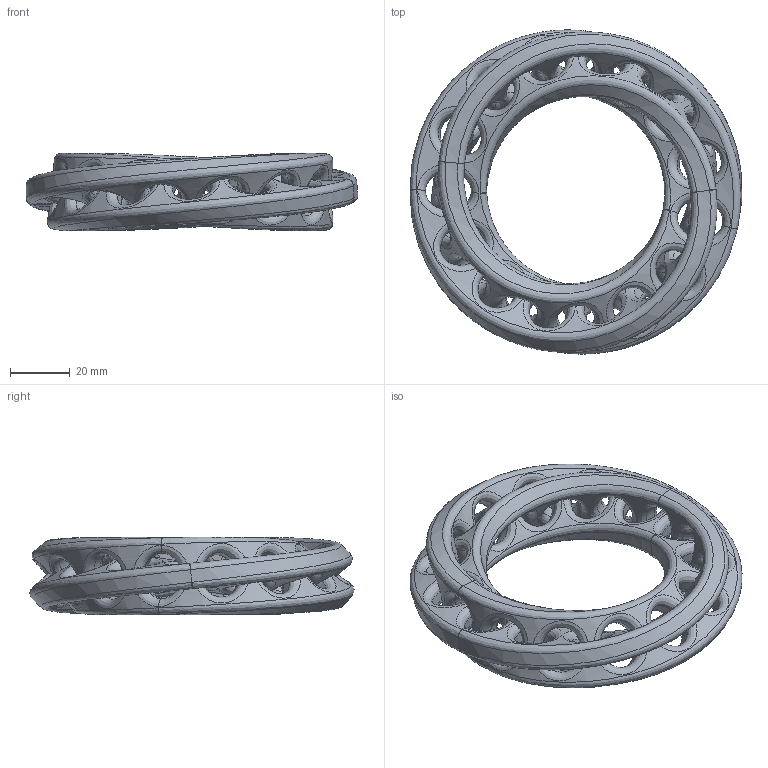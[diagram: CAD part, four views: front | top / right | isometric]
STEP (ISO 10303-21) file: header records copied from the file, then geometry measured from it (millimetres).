
FILE_DESCRIPTION(('FreeCAD Model'),'2;1');
FILE_NAME('Open CASCADE Shape Model','2025-05-04T02:49:33',('FreeCAD'),( 'FreeCAD'),'Open CASCADE STEP processor 7.6','FreeCAD','Unknown');
FILE_SCHEMA(('AUTOMOTIVE_DESIGN { 1 0 10303 214 1 1 1 1 }'));
Products named in the file (1): Open CASCADE STEP translator 7.6 1
Bounding box: 110.91 x 108.33 x 25.93 mm (x, y, z)
Volume: 74244.3 mm3; surface area: 34089 mm2
Topology: 2 solids, 2 shells, 140 faces, 372 edges, 224 vertices
Faces by surface type: bspline 140
Entity records: 42220 total; most frequent: CARTESIAN_POINT 40005, ORIENTED_EDGE 744, EDGE_CURVE 372, B_SPLINE_CURVE_WITH_KNOTS 324, VERTEX_POINT 224, FACE_BOUND 188, EDGE_LOOP 188, ADVANCED_FACE 140
